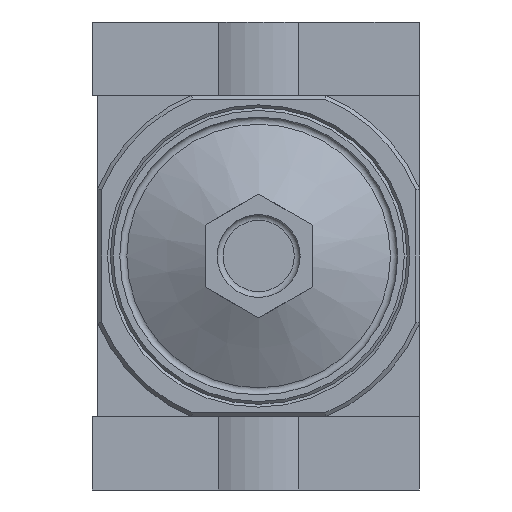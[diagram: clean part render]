
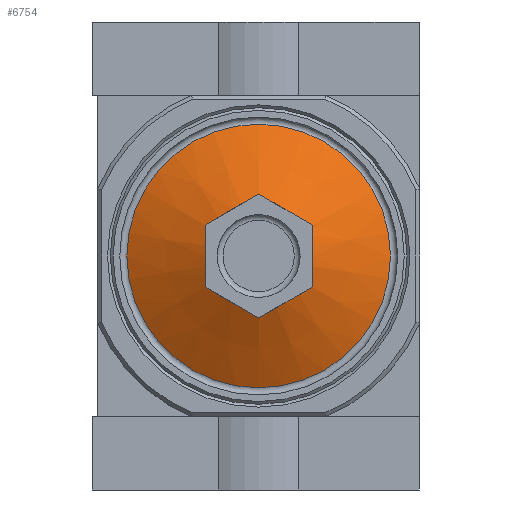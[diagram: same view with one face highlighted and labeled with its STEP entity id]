
A CAD part, front view. The second image highlights one B-rep face of the part: STEP entity #6754.
In plain terms, the highlighted conical face has half-angle 62 degrees and reference radius 27.03 mm.
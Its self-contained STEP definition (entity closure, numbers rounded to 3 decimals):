
#107=CONICAL_SURFACE('',#7232,27.031,1.082);
#239=B_SPLINE_CURVE_WITH_KNOTS('',3,(#10166,#10167,#10168,#10169,#10170,
#10171),.UNSPECIFIED.,.F.,.F.,(4,1,1,4),(0.,0.006,
0.01,0.013),.UNSPECIFIED.);
#240=B_SPLINE_CURVE_WITH_KNOTS('',3,(#10174,#10175,#10176,#10177,#10178,
#10179),.UNSPECIFIED.,.F.,.F.,(4,1,1,4),(0.,0.006,
0.01,0.013),.UNSPECIFIED.);
#241=B_SPLINE_CURVE_WITH_KNOTS('',3,(#10181,#10182,#10183,#10184,#10185,
#10186),.UNSPECIFIED.,.F.,.F.,(4,1,1,4),(0.016,0.023,
0.026,0.029),.UNSPECIFIED.);
#242=B_SPLINE_CURVE_WITH_KNOTS('',3,(#10188,#10189,#10190,#10191,#10192,
#10193),.UNSPECIFIED.,.F.,.F.,(4,1,1,4),(0.,0.006,
0.01,0.013),.UNSPECIFIED.);
#243=B_SPLINE_CURVE_WITH_KNOTS('',3,(#10195,#10196,#10197,#10198,#10199,
#10200),.UNSPECIFIED.,.F.,.F.,(4,1,1,4),(0.,0.006,
0.01,0.013),.UNSPECIFIED.);
#244=B_SPLINE_CURVE_WITH_KNOTS('',3,(#10202,#10203,#10204,#10205,#10206,
#10207),.UNSPECIFIED.,.F.,.F.,(4,1,1,4),(0.016,0.023,
0.026,0.029),.UNSPECIFIED.);
#1327=ORIENTED_EDGE('',*,*,#2702,.F.);
#1328=ORIENTED_EDGE('',*,*,#2703,.F.);
#1329=ORIENTED_EDGE('',*,*,#2704,.F.);
#1330=ORIENTED_EDGE('',*,*,#2705,.F.);
#1331=ORIENTED_EDGE('',*,*,#2706,.F.);
#1332=ORIENTED_EDGE('',*,*,#2707,.F.);
#1333=ORIENTED_EDGE('',*,*,#2708,.T.);
#2702=EDGE_CURVE('',#3349,#3350,#239,.T.);
#2703=EDGE_CURVE('',#3351,#3349,#240,.T.);
#2704=EDGE_CURVE('',#3352,#3351,#241,.T.);
#2705=EDGE_CURVE('',#3353,#3352,#242,.T.);
#2706=EDGE_CURVE('',#3354,#3353,#243,.T.);
#2707=EDGE_CURVE('',#3350,#3354,#244,.T.);
#2708=EDGE_CURVE('',#3355,#3355,#3810,.T.);
#3349=VERTEX_POINT('',#10172);
#3350=VERTEX_POINT('',#10173);
#3351=VERTEX_POINT('',#10180);
#3352=VERTEX_POINT('',#10187);
#3353=VERTEX_POINT('',#10194);
#3354=VERTEX_POINT('',#10201);
#3355=VERTEX_POINT('',#10209);
#3810=CIRCLE('',#7233,27.031);
#4113=EDGE_LOOP('',(#1327,#1328,#1329,#1330,#1331,#1332));
#4114=EDGE_LOOP('',(#1333));
#4626=FACE_BOUND('',#4113,.T.);
#4627=FACE_BOUND('',#4114,.T.);
#6754=ADVANCED_FACE('',(#4626,#4627),#107,.T.);
#7232=AXIS2_PLACEMENT_3D('',#10165,#8153,#8154);
#7233=AXIS2_PLACEMENT_3D('',#10208,#8155,#8156);
#8153=DIRECTION('',(0.,1.,0.));
#8154=DIRECTION('',(0.,0.,1.));
#8155=DIRECTION('',(0.,-1.,0.));
#8156=DIRECTION('',(0.,0.,-1.));
#10165=CARTESIAN_POINT('',(0.,-28.876,0.));
#10166=CARTESIAN_POINT('',(12.702,-36.495,0.));
#10167=CARTESIAN_POINT('',(11.662,-37.048,1.802));
#10168=CARTESIAN_POINT('',(10.073,-37.574,4.554));
#10169=CARTESIAN_POINT('',(7.917,-37.228,8.287));
#10170=CARTESIAN_POINT('',(6.871,-36.772,10.098));
#10171=CARTESIAN_POINT('',(6.351,-36.495,11.));
#10172=CARTESIAN_POINT('',(12.702,-36.495,0.));
#10173=CARTESIAN_POINT('',(6.351,-36.495,11.));
#10174=CARTESIAN_POINT('',(6.351,-36.495,-11.));
#10175=CARTESIAN_POINT('',(7.391,-37.048,-9.198));
#10176=CARTESIAN_POINT('',(8.98,-37.574,-6.446));
#10177=CARTESIAN_POINT('',(11.135,-37.228,-2.713));
#10178=CARTESIAN_POINT('',(12.181,-36.772,-0.902));
#10179=CARTESIAN_POINT('',(12.702,-36.495,0.));
#10180=CARTESIAN_POINT('',(6.351,-36.495,-11.));
#10181=CARTESIAN_POINT('',(-6.351,-36.495,-11.));
#10182=CARTESIAN_POINT('',(-4.278,-37.046,-11.));
#10183=CARTESIAN_POINT('',(-1.115,-37.574,-11.));
#10184=CARTESIAN_POINT('',(3.23,-37.227,-11.));
#10185=CARTESIAN_POINT('',(5.315,-36.771,-11.));
#10186=CARTESIAN_POINT('',(6.351,-36.495,-11.));
#10187=CARTESIAN_POINT('',(-6.351,-36.495,-11.));
#10188=CARTESIAN_POINT('',(-12.702,-36.495,0.));
#10189=CARTESIAN_POINT('',(-11.662,-37.048,-1.802));
#10190=CARTESIAN_POINT('',(-10.073,-37.574,-4.554));
#10191=CARTESIAN_POINT('',(-7.917,-37.228,-8.287));
#10192=CARTESIAN_POINT('',(-6.871,-36.772,-10.098));
#10193=CARTESIAN_POINT('',(-6.351,-36.495,-11.));
#10194=CARTESIAN_POINT('',(-12.702,-36.495,0.));
#10195=CARTESIAN_POINT('',(-6.351,-36.495,11.));
#10196=CARTESIAN_POINT('',(-7.391,-37.048,9.198));
#10197=CARTESIAN_POINT('',(-8.98,-37.574,6.446));
#10198=CARTESIAN_POINT('',(-11.135,-37.228,2.713));
#10199=CARTESIAN_POINT('',(-12.181,-36.772,0.902));
#10200=CARTESIAN_POINT('',(-12.702,-36.495,0.));
#10201=CARTESIAN_POINT('',(-6.351,-36.495,11.));
#10202=CARTESIAN_POINT('',(6.351,-36.495,11.));
#10203=CARTESIAN_POINT('',(4.278,-37.046,11.));
#10204=CARTESIAN_POINT('',(1.115,-37.574,11.));
#10205=CARTESIAN_POINT('',(-3.23,-37.227,11.));
#10206=CARTESIAN_POINT('',(-5.315,-36.771,11.));
#10207=CARTESIAN_POINT('',(-6.351,-36.495,11.));
#10208=CARTESIAN_POINT('',(0.,-28.876,0.));
#10209=CARTESIAN_POINT('',(0.,-28.876,-27.031));
